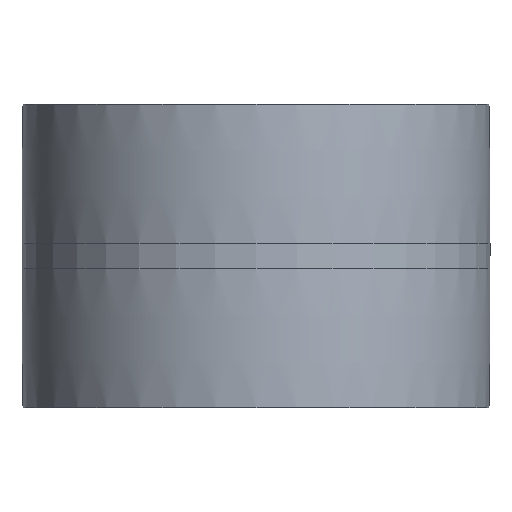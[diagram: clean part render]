
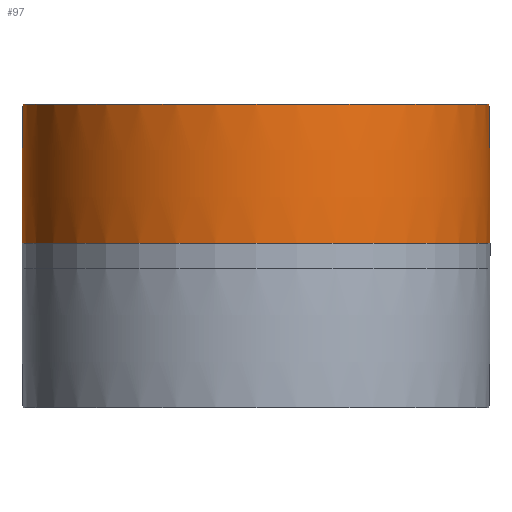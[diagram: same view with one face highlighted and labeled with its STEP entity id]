
A CAD part, front view. The second image highlights one B-rep face of the part: STEP entity #97.
In plain terms, the highlighted toroidal (fillet/blend) face has major radius 9222.62 mm and minor radius 9453.62 mm.
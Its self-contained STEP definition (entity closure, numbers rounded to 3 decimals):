
#13 = VERTEX_POINT ( 'NONE', #475 ) ;
#16 = CARTESIAN_POINT ( 'NONE',  ( 230., 0., 150. ) ) ;
#69 = DIRECTION ( 'NONE',  ( 1., 0., 0. ) ) ;
#73 = CIRCLE ( 'NONE', #756, 230. ) ;
#80 = DIRECTION ( 'NONE',  ( 1., 0., 0. ) ) ;
#90 = CARTESIAN_POINT ( 'NONE',  ( 0., 0., 12.5 ) ) ;
#97 = ADVANCED_FACE ( 'NONE', ( #356 ), #748, .T. ) ;
#121 = ORIENTED_EDGE ( 'NONE', *, *, #394, .F. ) ;
#153 = DIRECTION ( 'NONE',  ( -1., 0., 0. ) ) ;
#183 = EDGE_CURVE ( 'NONE', #945, #852, #867, .T. ) ;
#190 = CIRCLE ( 'NONE', #291, 9453.625 ) ;
#229 = CARTESIAN_POINT ( 'NONE',  ( -231., 0., 12.5 ) ) ;
#245 = ORIENTED_EDGE ( 'NONE', *, *, #325, .T. ) ;
#257 = EDGE_LOOP ( 'NONE', ( #418, #245, #389, #121 ) ) ;
#274 = DIRECTION ( 'NONE',  ( 0., 0., -1. ) ) ;
#291 = AXIS2_PLACEMENT_3D ( 'NONE', #943, #473, #274 ) ;
#297 = DIRECTION ( 'NONE',  ( 0., 0., 1. ) ) ;
#306 = DIRECTION ( 'NONE',  ( 0., 1., 0. ) ) ;
#313 = VERTEX_POINT ( 'NONE', #16 ) ;
#325 = EDGE_CURVE ( 'NONE', #945, #13, #761, .T. ) ;
#356 = FACE_OUTER_BOUND ( 'NONE', #257, .T. ) ;
#389 = ORIENTED_EDGE ( 'NONE', *, *, #690, .T. ) ;
#394 = EDGE_CURVE ( 'NONE', #852, #313, #73, .T. ) ;
#418 = ORIENTED_EDGE ( 'NONE', *, *, #183, .F. ) ;
#442 = CARTESIAN_POINT ( 'NONE',  ( 0., 0., 150. ) ) ;
#473 = DIRECTION ( 'NONE',  ( 0., -1., 0. ) ) ;
#475 = CARTESIAN_POINT ( 'NONE',  ( 231., 0., 12.5 ) ) ;
#516 = AXIS2_PLACEMENT_3D ( 'NONE', #879, #657, #80 ) ;
#557 = CARTESIAN_POINT ( 'NONE',  ( -230., 0., 150. ) ) ;
#584 = DIRECTION ( 'NONE',  ( 1., 0., 0. ) ) ;
#588 = DIRECTION ( 'NONE',  ( 0., 0., 1. ) ) ;
#657 = DIRECTION ( 'NONE',  ( 0., 0., 1. ) ) ;
#690 = EDGE_CURVE ( 'NONE', #13, #313, #190, .T. ) ;
#707 = AXIS2_PLACEMENT_3D ( 'NONE', #90, #297, #69 ) ;
#729 = AXIS2_PLACEMENT_3D ( 'NONE', #834, #306, #153 ) ;
#748 = TOROIDAL_SURFACE ( 'NONE', #516, -9222.625, 9453.625 ) ;
#756 = AXIS2_PLACEMENT_3D ( 'NONE', #442, #588, #584 ) ;
#761 = CIRCLE ( 'NONE', #707, 231. ) ;
#834 = CARTESIAN_POINT ( 'NONE',  ( 9222.625, 0., 12.5 ) ) ;
#852 = VERTEX_POINT ( 'NONE', #557 ) ;
#867 = CIRCLE ( 'NONE', #729, 9453.625 ) ;
#879 = CARTESIAN_POINT ( 'NONE',  ( 0., 0., 12.5 ) ) ;
#943 = CARTESIAN_POINT ( 'NONE',  ( -9222.625, 0., 12.5 ) ) ;
#945 = VERTEX_POINT ( 'NONE', #229 ) ;
